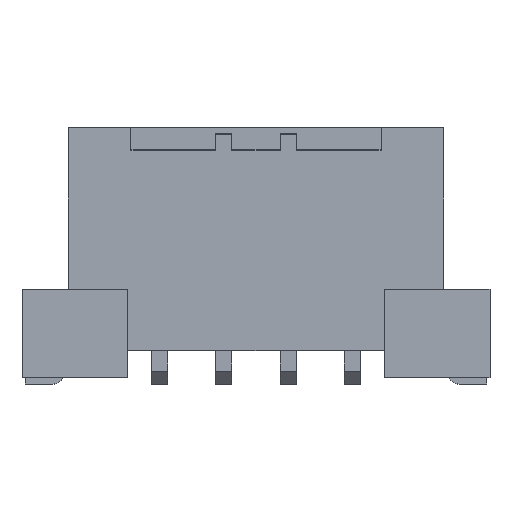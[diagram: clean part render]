
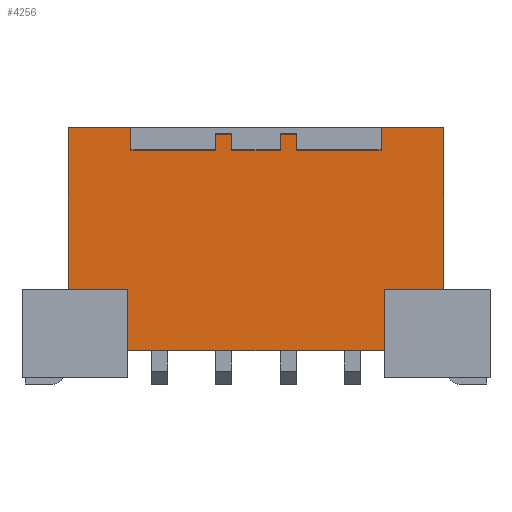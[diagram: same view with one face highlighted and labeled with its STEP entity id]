
A CAD part, top view. The second image highlights one B-rep face of the part: STEP entity #4256.
In plain terms, the highlighted planar face has unit normal (0, 0, 1).
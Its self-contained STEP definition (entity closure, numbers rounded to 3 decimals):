
#45=DIRECTION('',(-1.,0.,0.));
#46=VECTOR('',#45,8.);
#47=CARTESIAN_POINT('',(4.,-2.05,3.26));
#48=LINE('',#47,#46);
#177=DIRECTION('',(0.,-1.,0.));
#178=VECTOR('',#177,1.9);
#179=CARTESIAN_POINT('',(4.,-0.15,3.26));
#180=LINE('',#179,#178);
#317=DIRECTION('',(1.,0.,0.));
#318=VECTOR('',#317,1.95);
#319=CARTESIAN_POINT('',(3.9,4.9,3.26));
#320=LINE('',#319,#318);
#325=DIRECTION('',(1.,0.,0.));
#326=VECTOR('',#325,1.95);
#327=CARTESIAN_POINT('',(-5.85,4.9,3.26));
#328=LINE('',#327,#326);
#361=DIRECTION('',(0.,1.,0.));
#362=VECTOR('',#361,0.7);
#363=CARTESIAN_POINT('',(-3.9,4.2,3.26));
#364=LINE('',#363,#362);
#365=DIRECTION('',(-1.,0.,0.));
#366=VECTOR('',#365,2.65);
#367=CARTESIAN_POINT('',(-1.25,4.2,3.26));
#368=LINE('',#367,#366);
#369=DIRECTION('',(-1.,0.,0.));
#370=VECTOR('',#369,1.5);
#371=CARTESIAN_POINT('',(0.75,4.2,3.26));
#372=LINE('',#371,#370);
#373=DIRECTION('',(0.,-1.,0.));
#374=VECTOR('',#373,0.5);
#375=CARTESIAN_POINT('',(0.75,4.7,3.26));
#376=LINE('',#375,#374);
#377=DIRECTION('',(-1.,0.,0.));
#378=VECTOR('',#377,0.5);
#379=CARTESIAN_POINT('',(1.25,4.7,3.26));
#380=LINE('',#379,#378);
#381=DIRECTION('',(0.,1.,0.));
#382=VECTOR('',#381,0.5);
#383=CARTESIAN_POINT('',(1.25,4.2,3.26));
#384=LINE('',#383,#382);
#385=DIRECTION('',(0.,1.,0.));
#386=VECTOR('',#385,5.05);
#387=CARTESIAN_POINT('',(5.85,-0.15,3.26));
#388=LINE('',#387,#386);
#389=DIRECTION('',(0.,-1.,0.));
#390=VECTOR('',#389,1.9);
#391=CARTESIAN_POINT('',(-4.,-0.15,
3.26));
#392=LINE('',#391,#390);
#393=DIRECTION('',(1.,0.,0.));
#394=VECTOR('',#393,1.85);
#395=CARTESIAN_POINT('',(-5.85,-0.15,
3.26));
#396=LINE('',#395,#394);
#433=DIRECTION('',(0.,1.,0.));
#434=VECTOR('',#433,0.7);
#435=CARTESIAN_POINT('',(3.9,4.2,3.26));
#436=LINE('',#435,#434);
#445=DIRECTION('',(1.,0.,0.));
#446=VECTOR('',#445,2.65);
#447=CARTESIAN_POINT('',(1.25,4.2,3.26));
#448=LINE('',#447,#446);
#473=DIRECTION('',(0.,-1.,0.));
#474=VECTOR('',#473,0.5);
#475=CARTESIAN_POINT('',(-0.75,4.7,3.26));
#476=LINE('',#475,#474);
#485=DIRECTION('',(1.,0.,0.));
#486=VECTOR('',#485,0.5);
#487=CARTESIAN_POINT('',(-1.25,4.7,3.26));
#488=LINE('',#487,#486);
#497=DIRECTION('',(0.,1.,0.));
#498=VECTOR('',#497,0.5);
#499=CARTESIAN_POINT('',(-1.25,4.2,3.26));
#500=LINE('',#499,#498);
#513=DIRECTION('',(-1.,0.,0.));
#514=VECTOR('',#513,1.85);
#515=CARTESIAN_POINT('',(5.85,-0.15,3.26));
#516=LINE('',#515,#514);
#1109=DIRECTION('',(0.,1.,0.));
#1110=VECTOR('',#1109,5.05);
#1111=CARTESIAN_POINT('',(-5.85,-0.15,
3.26));
#1112=LINE('',#1111,#1110);
#2871=CARTESIAN_POINT('',(4.,-2.05,3.26));
#2872=VERTEX_POINT('',#2871);
#2873=CARTESIAN_POINT('',(-4.,-2.05,3.26));
#2874=VERTEX_POINT('',#2873);
#2921=CARTESIAN_POINT('',(5.85,4.9,3.26));
#2923=VERTEX_POINT('',#2921);
#2935=CARTESIAN_POINT('',(-5.85,4.9,3.26));
#2936=VERTEX_POINT('',#2935);
#2937=CARTESIAN_POINT('',(-3.9,4.9,3.26));
#2938=VERTEX_POINT('',#2937);
#2943=CARTESIAN_POINT('',(3.9,4.9,3.26));
#2944=VERTEX_POINT('',#2943);
#3173=CARTESIAN_POINT('',(-5.85,-0.15,
3.26));
#3174=VERTEX_POINT('',#3173);
#3175=CARTESIAN_POINT('',(-4.,-0.15,
3.26));
#3176=VERTEX_POINT('',#3175);
#3177=CARTESIAN_POINT('',(4.,-0.15,
3.26));
#3178=VERTEX_POINT('',#3177);
#3179=CARTESIAN_POINT('',(5.85,-0.15,
3.26));
#3180=VERTEX_POINT('',#3179);
#3181=CARTESIAN_POINT('',(3.9,4.2,3.26));
#3182=VERTEX_POINT('',#3181);
#3183=CARTESIAN_POINT('',(1.25,4.2,3.26));
#3184=VERTEX_POINT('',#3183);
#3185=CARTESIAN_POINT('',(1.25,4.7,3.26));
#3186=VERTEX_POINT('',#3185);
#3187=CARTESIAN_POINT('',(0.75,4.7,3.26));
#3188=VERTEX_POINT('',#3187);
#3189=CARTESIAN_POINT('',(0.75,4.2,3.26));
#3190=VERTEX_POINT('',#3189);
#3191=CARTESIAN_POINT('',(-0.75,4.2,3.26));
#3192=VERTEX_POINT('',#3191);
#3193=CARTESIAN_POINT('',(-0.75,4.7,3.26));
#3194=VERTEX_POINT('',#3193);
#3195=CARTESIAN_POINT('',(-1.25,4.7,3.26));
#3196=VERTEX_POINT('',#3195);
#3197=CARTESIAN_POINT('',(-1.25,4.2,3.26));
#3198=VERTEX_POINT('',#3197);
#3199=CARTESIAN_POINT('',(-3.9,4.2,3.26));
#3200=VERTEX_POINT('',#3199);
#4214=CARTESIAN_POINT('',(-4.,4.9,3.26));
#4215=DIRECTION('',(0.,0.,-1.));
#4216=DIRECTION('',(0.,-1.,0.));
#4217=AXIS2_PLACEMENT_3D('',#4214,#4215,#4216);
#4218=PLANE('',#4217);
#4219=ORIENTED_EDGE('',*,*,#4172,.T.);
#4221=ORIENTED_EDGE('',*,*,#4220,.F.);
#4223=ORIENTED_EDGE('',*,*,#4222,.F.);
#4225=ORIENTED_EDGE('',*,*,#4224,.T.);
#4227=ORIENTED_EDGE('',*,*,#4226,.T.);
#4229=ORIENTED_EDGE('',*,*,#4228,.T.);
#4231=ORIENTED_EDGE('',*,*,#4230,.F.);
#4233=ORIENTED_EDGE('',*,*,#4232,.F.);
#4235=ORIENTED_EDGE('',*,*,#4234,.F.);
#4237=ORIENTED_EDGE('',*,*,#4236,.F.);
#4239=ORIENTED_EDGE('',*,*,#4238,.T.);
#4241=ORIENTED_EDGE('',*,*,#4240,.T.);
#4242=ORIENTED_EDGE('',*,*,#4164,.T.);
#4243=ORIENTED_EDGE('',*,*,#4153,.F.);
#4245=ORIENTED_EDGE('',*,*,#4244,.T.);
#4246=ORIENTED_EDGE('',*,*,#3970,.T.);
#4247=ORIENTED_EDGE('',*,*,#3808,.T.);
#4249=ORIENTED_EDGE('',*,*,#4248,.F.);
#4251=ORIENTED_EDGE('',*,*,#4250,.F.);
#4253=ORIENTED_EDGE('',*,*,#4252,.T.);
#4254=EDGE_LOOP('',(#4219,#4221,#4223,#4225,#4227,#4229,#4231,#4233,#4235,#4237,
#4239,#4241,#4242,#4243,#4245,#4246,#4247,#4249,#4251,#4253));
#4255=FACE_OUTER_BOUND('',#4254,.F.);
#4256=ADVANCED_FACE('',(#4255),#4218,.F.);
#3808=EDGE_CURVE('',#2872,#2874,#48,.T.);
#3970=EDGE_CURVE('',#3178,#2872,#180,.T.);
#4153=EDGE_CURVE('',#3180,#2923,#388,.T.);
#4164=EDGE_CURVE('',#2944,#2923,#320,.T.);
#4172=EDGE_CURVE('',#2936,#2938,#328,.T.);
#4220=EDGE_CURVE('',#3200,#2938,#364,.T.);
#4222=EDGE_CURVE('',#3198,#3200,#368,.T.);
#4224=EDGE_CURVE('',#3198,#3196,#500,.T.);
#4226=EDGE_CURVE('',#3196,#3194,#488,.T.);
#4228=EDGE_CURVE('',#3194,#3192,#476,.T.);
#4230=EDGE_CURVE('',#3190,#3192,#372,.T.);
#4232=EDGE_CURVE('',#3188,#3190,#376,.T.);
#4234=EDGE_CURVE('',#3186,#3188,#380,.T.);
#4236=EDGE_CURVE('',#3184,#3186,#384,.T.);
#4238=EDGE_CURVE('',#3184,#3182,#448,.T.);
#4240=EDGE_CURVE('',#3182,#2944,#436,.T.);
#4244=EDGE_CURVE('',#3180,#3178,#516,.T.);
#4248=EDGE_CURVE('',#3176,#2874,#392,.T.);
#4250=EDGE_CURVE('',#3174,#3176,#396,.T.);
#4252=EDGE_CURVE('',#3174,#2936,#1112,.T.);
